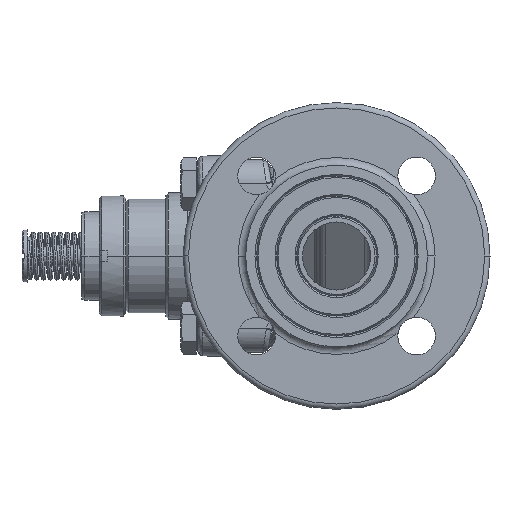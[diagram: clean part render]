
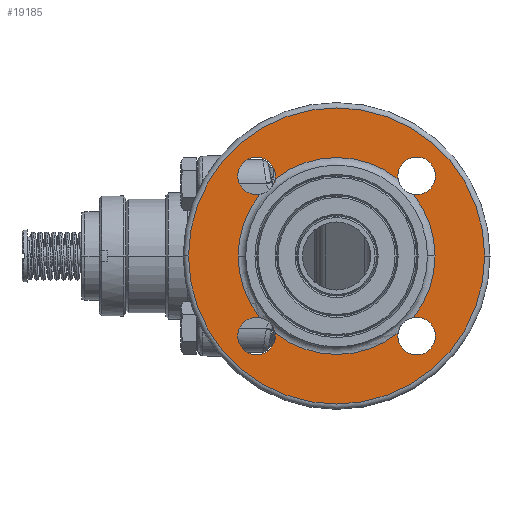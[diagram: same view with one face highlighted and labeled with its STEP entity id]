
A CAD part, left-side view. The second image highlights one B-rep face of the part: STEP entity #19185.
In plain terms, the highlighted planar face has unit normal (-1, 0, 0).
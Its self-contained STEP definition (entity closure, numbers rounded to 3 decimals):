
#5697=CARTESIAN_POINT('',(-78.,0.,0.));
#5698=DIRECTION('',(1.,0.,0.));
#5699=DIRECTION('',(0.,-0.625,-0.781));
#5700=AXIS2_PLACEMENT_3D('',#5697,#5698,#5699);
#5723=CARTESIAN_POINT('',(-78.,0.,0.));
#5724=DIRECTION('',(1.,0.,0.));
#5725=DIRECTION('',(0.,0.781,-0.625));
#5726=AXIS2_PLACEMENT_3D('',#5723,#5724,#5725);
#5733=CARTESIAN_POINT('',(-78.,0.,0.));
#5734=DIRECTION('',(1.,0.,0.));
#5735=DIRECTION('',(0.,-1.,0.));
#5736=AXIS2_PLACEMENT_3D('',#5733,#5734,#5735);
#5805=CARTESIAN_POINT('',(-78.,0.,0.));
#5806=DIRECTION('',(-1.,0.,0.));
#5807=DIRECTION('',(0.,1.,0.));
#5808=AXIS2_PLACEMENT_3D('',#5805,#5806,#5807);
#5820=CARTESIAN_POINT('',(-78.,-30.,30.));
#5821=DIRECTION('',(1.,0.,0.));
#5822=DIRECTION('',(0.,1.,0.));
#5823=AXIS2_PLACEMENT_3D('',#5820,#5821,#5822);
#5825=CARTESIAN_POINT('',(-78.,-30.,30.));
#5826=DIRECTION('',(1.,0.,0.));
#5827=DIRECTION('',(0.,0.986,-0.168));
#5828=AXIS2_PLACEMENT_3D('',#5825,#5826,#5827);
#5830=CARTESIAN_POINT('',(-78.,30.,30.));
#5831=DIRECTION('',(1.,0.,0.));
#5832=DIRECTION('',(0.,-1.,0.));
#5833=AXIS2_PLACEMENT_3D('',#5830,#5831,#5832);
#5835=CARTESIAN_POINT('',(-78.,30.,30.));
#5836=DIRECTION('',(1.,0.,0.));
#5837=DIRECTION('',(0.,1.,0.));
#5838=AXIS2_PLACEMENT_3D('',#5835,#5836,#5837);
#5840=CARTESIAN_POINT('',(-78.,30.,30.));
#5841=DIRECTION('',(1.,0.,0.));
#5842=DIRECTION('',(0.,-0.168,-0.986));
#5843=AXIS2_PLACEMENT_3D('',#5840,#5841,#5842);
#5845=CARTESIAN_POINT('',(-78.,30.,-30.));
#5846=DIRECTION('',(1.,0.,0.));
#5847=DIRECTION('',(0.,1.,0.));
#5848=AXIS2_PLACEMENT_3D('',#5845,#5846,#5847);
#5850=CARTESIAN_POINT('',(-78.,30.,-30.));
#5851=DIRECTION('',(1.,0.,0.));
#5852=DIRECTION('',(0.,-1.,0.));
#5853=AXIS2_PLACEMENT_3D('',#5850,#5851,#5852);
#5855=CARTESIAN_POINT('',(-78.,30.,-30.));
#5856=DIRECTION('',(1.,0.,0.));
#5857=DIRECTION('',(0.,-0.986,0.168));
#5858=AXIS2_PLACEMENT_3D('',#5855,#5856,#5857);
#5860=CARTESIAN_POINT('',(-78.,-30.,-30.));
#5861=DIRECTION('',(1.,0.,0.));
#5862=DIRECTION('',(0.,1.,0.));
#5863=AXIS2_PLACEMENT_3D('',#5860,#5861,#5862);
#5865=CARTESIAN_POINT('',(-78.,-30.,-30.));
#5866=DIRECTION('',(1.,0.,0.));
#5867=DIRECTION('',(0.,-1.,0.));
#5868=AXIS2_PLACEMENT_3D('',#5865,#5866,#5867);
#5870=CARTESIAN_POINT('',(-78.,-30.,-30.));
#5871=DIRECTION('',(1.,0.,0.));
#5872=DIRECTION('',(0.,0.168,0.986));
#5873=AXIS2_PLACEMENT_3D('',#5870,#5871,#5872);
#5875=CARTESIAN_POINT('',(-78.,-30.,30.));
#5876=DIRECTION('',(1.,0.,0.));
#5877=DIRECTION('',(0.,-1.,0.));
#5878=AXIS2_PLACEMENT_3D('',#5875,#5876,#5877);
#5880=CARTESIAN_POINT('',(-78.,0.,0.));
#5881=DIRECTION('',(-1.,0.,0.));
#5882=DIRECTION('',(0.,-1.,0.));
#5883=AXIS2_PLACEMENT_3D('',#5880,#5881,#5882);
#5939=CARTESIAN_POINT('',(-78.,0.,0.));
#5940=DIRECTION('',(1.,0.,0.));
#5941=DIRECTION('',(0.,-0.781,0.625));
#5942=AXIS2_PLACEMENT_3D('',#5939,#5940,#5941);
#5949=CARTESIAN_POINT('',(-78.,0.,0.));
#5950=DIRECTION('',(1.,0.,0.));
#5951=DIRECTION('',(0.,1.,0.));
#5952=AXIS2_PLACEMENT_3D('',#5949,#5950,#5951);
#5975=CARTESIAN_POINT('',(-78.,0.,0.));
#5976=DIRECTION('',(1.,0.,0.));
#5977=DIRECTION('',(0.,0.625,0.781));
#5978=AXIS2_PLACEMENT_3D('',#5975,#5976,#5977);
#10107=CARTESIAN_POINT('',(-78.,55.5,0.));
#10108=CARTESIAN_POINT('',(-78.,-55.5,0.));
#10109=VERTEX_POINT('',#10107);
#10110=VERTEX_POINT('',#10108);
#10412=CARTESIAN_POINT('',(-78.,-36.899,0.));
#10413=VERTEX_POINT('',#10412);
#10414=CARTESIAN_POINT('',(-78.,36.899,0.));
#10415=VERTEX_POINT('',#10414);
#10601=CARTESIAN_POINT('',(-78.,37.05,-30.));
#10602=CARTESIAN_POINT('',(-78.,28.813,-23.051));
#10603=VERTEX_POINT('',#10601);
#10604=VERTEX_POINT('',#10602);
#10605=CARTESIAN_POINT('',(-78.,23.051,-28.813));
#10606=CARTESIAN_POINT('',(-78.,22.95,-30.));
#10607=VERTEX_POINT('',#10605);
#10608=VERTEX_POINT('',#10606);
#10613=CARTESIAN_POINT('',(-78.,37.05,30.));
#10614=CARTESIAN_POINT('',(-78.,22.95,30.));
#10615=VERTEX_POINT('',#10613);
#10616=VERTEX_POINT('',#10614);
#10617=CARTESIAN_POINT('',(-78.,23.051,28.813));
#10618=VERTEX_POINT('',#10617);
#10619=CARTESIAN_POINT('',(-78.,28.813,23.051));
#10620=VERTEX_POINT('',#10619);
#10625=CARTESIAN_POINT('',(-78.,-22.95,-30.));
#10626=CARTESIAN_POINT('',(-78.,-23.051,-28.813));
#10627=VERTEX_POINT('',#10625);
#10628=VERTEX_POINT('',#10626);
#10629=CARTESIAN_POINT('',(-78.,-28.813,-23.051));
#10630=CARTESIAN_POINT('',(-78.,-37.05,-30.));
#10631=VERTEX_POINT('',#10629);
#10632=VERTEX_POINT('',#10630);
#10637=CARTESIAN_POINT('',(-78.,-22.95,30.));
#10638=CARTESIAN_POINT('',(-78.,-37.05,30.));
#10639=VERTEX_POINT('',#10637);
#10640=VERTEX_POINT('',#10638);
#10641=CARTESIAN_POINT('',(-78.,-28.813,23.051));
#10642=VERTEX_POINT('',#10641);
#10643=CARTESIAN_POINT('',(-78.,-23.051,28.813));
#10644=VERTEX_POINT('',#10643);
#19142=CARTESIAN_POINT('',(-78.,0.,0.));
#19143=DIRECTION('',(1.,0.,0.));
#19144=DIRECTION('',(0.,-1.,0.));
#19145=AXIS2_PLACEMENT_3D('',#19142,#19143,#19144);
#19146=PLANE('',#19145);
#19147=ORIENTED_EDGE('',*,*,#19132,.F.);
#19149=ORIENTED_EDGE('',*,*,#19148,.F.);
#19150=EDGE_LOOP('',(#19147,#19149));
#19151=FACE_OUTER_BOUND('',#19150,.F.);
#19153=ORIENTED_EDGE('',*,*,#19152,.F.);
#19155=ORIENTED_EDGE('',*,*,#19154,.F.);
#19157=ORIENTED_EDGE('',*,*,#19156,.F.);
#19159=ORIENTED_EDGE('',*,*,#19158,.F.);
#19161=ORIENTED_EDGE('',*,*,#19160,.F.);
#19163=ORIENTED_EDGE('',*,*,#19162,.F.);
#19165=ORIENTED_EDGE('',*,*,#19164,.F.);
#19166=ORIENTED_EDGE('',*,*,#19019,.F.);
#19168=ORIENTED_EDGE('',*,*,#19167,.F.);
#19170=ORIENTED_EDGE('',*,*,#19169,.F.);
#19172=ORIENTED_EDGE('',*,*,#19171,.F.);
#19173=ORIENTED_EDGE('',*,*,#19015,.F.);
#19174=ORIENTED_EDGE('',*,*,#19040,.F.);
#19176=ORIENTED_EDGE('',*,*,#19175,.F.);
#19177=ORIENTED_EDGE('',*,*,#19043,.F.);
#19178=ORIENTED_EDGE('',*,*,#19026,.F.);
#19180=ORIENTED_EDGE('',*,*,#19179,.F.);
#19182=ORIENTED_EDGE('',*,*,#19181,.F.);
#19183=EDGE_LOOP('',(#19153,#19155,#19157,#19159,#19161,#19163,#19165,#19166,
#19168,#19170,#19172,#19173,#19174,#19176,#19177,#19178,#19180,#19182));
#19184=FACE_BOUND('',#19183,.F.);
#19185=ADVANCED_FACE('',(#19151,#19184),#19146,.F.);
#5701=CIRCLE('',#5700,36.899);
#5727=CIRCLE('',#5726,36.899);
#5737=CIRCLE('',#5736,36.899);
#5809=CIRCLE('',#5808,55.5);
#5824=CIRCLE('',#5823,7.05);
#5829=CIRCLE('',#5828,7.05);
#5834=CIRCLE('',#5833,7.05);
#5839=CIRCLE('',#5838,7.05);
#5844=CIRCLE('',#5843,7.05);
#5849=CIRCLE('',#5848,7.05);
#5854=CIRCLE('',#5853,7.05);
#5859=CIRCLE('',#5858,7.05);
#5864=CIRCLE('',#5863,7.05);
#5869=CIRCLE('',#5868,7.05);
#5874=CIRCLE('',#5873,7.05);
#5879=CIRCLE('',#5878,7.05);
#5884=CIRCLE('',#5883,55.5);
#5943=CIRCLE('',#5942,36.899);
#5953=CIRCLE('',#5952,36.899);
#5979=CIRCLE('',#5978,36.899);
#19015=EDGE_CURVE('',#10628,#10607,#5701,.T.);
#19019=EDGE_CURVE('',#10604,#10415,#5727,.T.);
#19026=EDGE_CURVE('',#10413,#10631,#5737,.T.);
#19040=EDGE_CURVE('',#10627,#10628,#5864,.T.);
#19043=EDGE_CURVE('',#10631,#10632,#5874,.T.);
#19132=EDGE_CURVE('',#10109,#10110,#5809,.T.);
#19148=EDGE_CURVE('',#10110,#10109,#5884,.T.);
#19152=EDGE_CURVE('',#10639,#10640,#5824,.T.);
#19154=EDGE_CURVE('',#10644,#10639,#5829,.T.);
#19156=EDGE_CURVE('',#10618,#10644,#5979,.T.);
#19158=EDGE_CURVE('',#10616,#10618,#5834,.T.);
#19160=EDGE_CURVE('',#10615,#10616,#5839,.T.);
#19162=EDGE_CURVE('',#10620,#10615,#5844,.T.);
#19164=EDGE_CURVE('',#10415,#10620,#5953,.T.);
#19167=EDGE_CURVE('',#10603,#10604,#5849,.T.);
#19169=EDGE_CURVE('',#10608,#10603,#5854,.T.);
#19171=EDGE_CURVE('',#10607,#10608,#5859,.T.);
#19175=EDGE_CURVE('',#10632,#10627,#5869,.T.);
#19179=EDGE_CURVE('',#10642,#10413,#5943,.T.);
#19181=EDGE_CURVE('',#10640,#10642,#5879,.T.);
